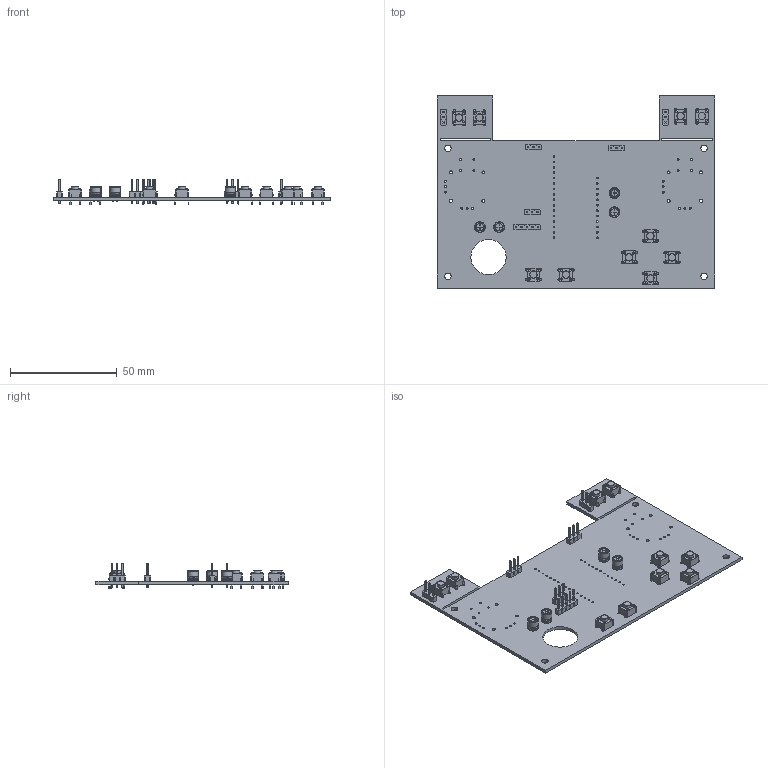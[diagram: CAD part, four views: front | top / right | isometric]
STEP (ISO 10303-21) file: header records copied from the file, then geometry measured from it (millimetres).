
FILE_DESCRIPTION(('KiCad electronic assembly'),'2;1');
FILE_NAME('controller board v2.step','2024-01-08T19:55:38',('Pcbnew'),( 'Kicad'),'Open CASCADE STEP processor 7.7','KiCad to STEP converter' ,'Unknown');
FILE_SCHEMA(('AUTOMOTIVE_DESIGN { 1 0 10303 214 1 1 1 1 }'));
Length unit declared in the file: millimetre
Products named in the file (10): controller board v2 1; SW_PUSH_6mm_H5mm; SW_PUSH_6mm_h5mm; PinHeader_1x03_P2.54mm_Vertical; PinHeader_1x03_P254mm_Vertical; CP_Radial_D5.0mm_P2.00mm; CP_Radial_D50mm_P200mm; PinHeader_1x05_P2.54mm_Vertical; PinHeader_1x05_P254mm_Vertical; controller board v2 PCB
Assembly tree (25 placements, depth 3):
  controller board v2 1
    SW_PUSH_6mm_H5mm  x10
      SW_PUSH_6mm_h5mm
    PinHeader_1x03_P2.54mm_Vertical  x5
      PinHeader_1x03_P254mm_Vertical
    CP_Radial_D5.0mm_P2.00mm  x4
      CP_Radial_D50mm_P200mm
    PinHeader_1x05_P2.54mm_Vertical
      PinHeader_1x05_P254mm_Vertical
    controller board v2 PCB
Bounding box: 130 x 90 x 12.04 mm (x, y, z)
Volume: 17732.2 mm3; surface area: 24780.3 mm2
Topology: 21 solids, 25 shells, 1901 faces, 4877 edges, 3124 vertices
Faces by surface type: plane 1248, cylinder 591, bspline 24, revolution 20, torus 18
Full cylindrical faces by diameter (mm): 0.5 x8, 0.8 x36, 0.889 x12, 0.9 x8, 1 x60, 1.1 x40, 1.397 x8, 3 x4, 3.5 x10, 16.492 x1
Entity records: 37798 total; most frequent: CARTESIAN_POINT 8332, DIRECTION 5018, LINE 3138, VECTOR 3138, ORIENTED_EDGE 2632, PCURVE 2632, DEFINITIONAL_REPRESENTATION 2632, EDGE_CURVE 1316
